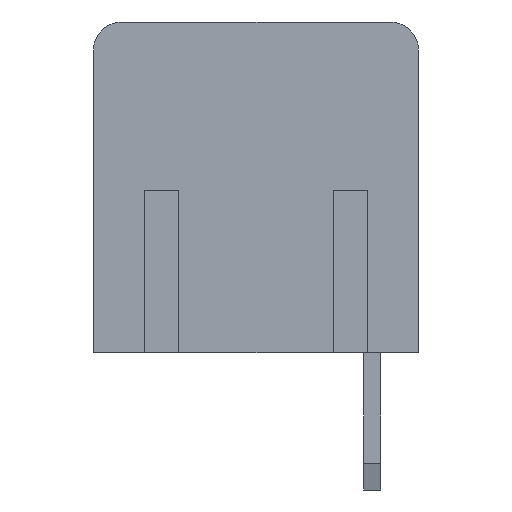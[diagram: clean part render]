
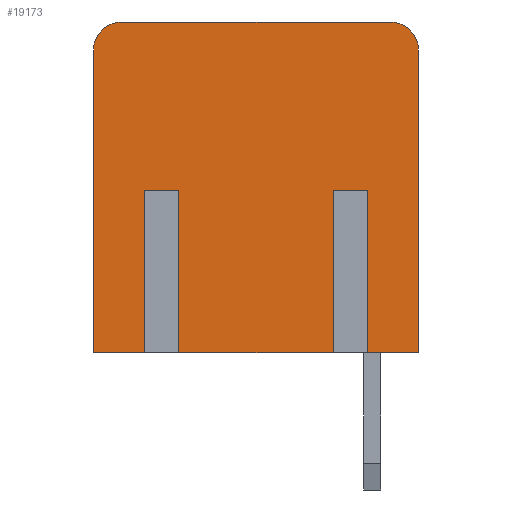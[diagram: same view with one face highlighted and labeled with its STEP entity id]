
A CAD part, left-side view. The second image highlights one B-rep face of the part: STEP entity #19173.
In plain terms, the highlighted planar face has unit normal (-1, 0, 0).
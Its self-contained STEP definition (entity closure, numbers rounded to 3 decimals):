
#971=PLANE('',#20167);
#1855=LINE('',#25623,#3303);
#1863=LINE('',#25639,#3311);
#1871=LINE('',#25655,#3319);
#2100=LINE('',#26132,#3548);
#2101=LINE('',#26134,#3549);
#2106=LINE('',#26145,#3554);
#2122=LINE('',#26178,#3570);
#2123=LINE('',#26180,#3571);
#2124=LINE('',#26182,#3572);
#2125=LINE('',#26185,#3573);
#2126=LINE('',#26187,#3574);
#2127=LINE('',#26189,#3575);
#3303=VECTOR('',#21815,1000.);
#3311=VECTOR('',#21823,1000.);
#3319=VECTOR('',#21831,1000.);
#3548=VECTOR('',#22142,1000.);
#3549=VECTOR('',#22145,1000.);
#3554=VECTOR('',#22152,1000.);
#3570=VECTOR('',#22184,1000.);
#3571=VECTOR('',#22185,1000.);
#3572=VECTOR('',#22186,1000.);
#3573=VECTOR('',#22191,1000.);
#3574=VECTOR('',#22192,1000.);
#3575=VECTOR('',#22193,1000.);
#5468=ORIENTED_EDGE('',*,*,#9680,.F.);
#5469=ORIENTED_EDGE('',*,*,#9681,.T.);
#5470=ORIENTED_EDGE('',*,*,#9682,.T.);
#5471=ORIENTED_EDGE('',*,*,#9413,.F.);
#5472=ORIENTED_EDGE('',*,*,#9658,.F.);
#5473=ORIENTED_EDGE('',*,*,#9683,.T.);
#5474=ORIENTED_EDGE('',*,*,#9664,.T.);
#5475=ORIENTED_EDGE('',*,*,#9684,.T.);
#5476=ORIENTED_EDGE('',*,*,#9659,.T.);
#5477=ORIENTED_EDGE('',*,*,#9429,.F.);
#5478=ORIENTED_EDGE('',*,*,#9685,.F.);
#5479=ORIENTED_EDGE('',*,*,#9686,.T.);
#5480=ORIENTED_EDGE('',*,*,#9687,.T.);
#5481=ORIENTED_EDGE('',*,*,#9421,.F.);
#9413=EDGE_CURVE('',#11598,#11599,#1855,.T.);
#9421=EDGE_CURVE('',#11606,#11607,#1863,.T.);
#9429=EDGE_CURVE('',#11614,#11615,#1871,.T.);
#9658=EDGE_CURVE('',#11821,#11598,#2100,.T.);
#9659=EDGE_CURVE('',#11822,#11615,#2101,.T.);
#9664=EDGE_CURVE('',#11827,#11826,#2106,.T.);
#9680=EDGE_CURVE('',#11836,#11606,#2122,.T.);
#9681=EDGE_CURVE('',#11836,#11837,#2123,.T.);
#9682=EDGE_CURVE('',#11837,#11599,#2124,.T.);
#9683=EDGE_CURVE('',#11821,#11827,#12812,.T.);
#9684=EDGE_CURVE('',#11826,#11822,#12813,.T.);
#9685=EDGE_CURVE('',#11838,#11614,#2125,.T.);
#9686=EDGE_CURVE('',#11838,#11839,#2126,.T.);
#9687=EDGE_CURVE('',#11839,#11607,#2127,.T.);
#11598=VERTEX_POINT('',#25622);
#11599=VERTEX_POINT('',#25624);
#11606=VERTEX_POINT('',#25638);
#11607=VERTEX_POINT('',#25640);
#11614=VERTEX_POINT('',#25654);
#11615=VERTEX_POINT('',#25656);
#11821=VERTEX_POINT('',#26131);
#11822=VERTEX_POINT('',#26135);
#11826=VERTEX_POINT('',#26144);
#11827=VERTEX_POINT('',#26146);
#11836=VERTEX_POINT('',#26179);
#11837=VERTEX_POINT('',#26181);
#11838=VERTEX_POINT('',#26186);
#11839=VERTEX_POINT('',#26188);
#12812=CIRCLE('',#20168,1.041);
#12813=CIRCLE('',#20169,1.041);
#13224=EDGE_LOOP('',(#5468,#5469,#5470,#5471,#5472,#5473,#5474,#5475,#5476,
#5477,#5478,#5479,#5480,#5481));
#14200=FACE_BOUND('',#13224,.T.);
#19173=ADVANCED_FACE('',(#14200),#971,.T.);
#20167=AXIS2_PLACEMENT_3D('',#26177,#22182,#22183);
#20168=AXIS2_PLACEMENT_3D('',#26183,#22187,#22188);
#20169=AXIS2_PLACEMENT_3D('',#26184,#22189,#22190);
#21815=DIRECTION('',(0.,1.,0.));
#21823=DIRECTION('',(0.,1.,0.));
#21831=DIRECTION('',(0.,1.,0.));
#22142=DIRECTION('',(0.,0.,-1.));
#22145=DIRECTION('',(0.,0.,-1.));
#22152=DIRECTION('',(0.,1.,0.));
#22182=DIRECTION('',(-1.,0.,0.));
#22183=DIRECTION('',(0.,0.,1.));
#22184=DIRECTION('',(0.,0.,-1.));
#22185=DIRECTION('',(0.,-1.,0.));
#22186=DIRECTION('',(0.,0.,-1.));
#22187=DIRECTION('',(-1.,0.,0.));
#22188=DIRECTION('',(0.,0.,1.));
#22189=DIRECTION('',(-1.,0.,0.));
#22190=DIRECTION('',(0.,0.,1.));
#22191=DIRECTION('',(0.,0.,-1.));
#22192=DIRECTION('',(0.,-1.,0.));
#22193=DIRECTION('',(0.,0.,-1.));
#25622=CARTESIAN_POINT('',(-41.694,-1.714,0.));
#25623=CARTESIAN_POINT('',(-41.694,-1.714,0.));
#25624=CARTESIAN_POINT('',(-41.694,0.597,0.));
#25638=CARTESIAN_POINT('',(-41.694,0.991,0.));
#25639=CARTESIAN_POINT('',(-41.694,-1.714,0.));
#25640=CARTESIAN_POINT('',(-41.694,7.595,0.));
#25654=CARTESIAN_POINT('',(-41.694,7.988,0.));
#25655=CARTESIAN_POINT('',(-41.694,-1.714,0.));
#25656=CARTESIAN_POINT('',(-41.694,10.3,0.));
#26131=CARTESIAN_POINT('',(-41.694,-1.714,11.176));
#26132=CARTESIAN_POINT('',(-41.694,-1.714,12.217));
#26134=CARTESIAN_POINT('',(-41.694,10.3,12.217));
#26135=CARTESIAN_POINT('',(-41.694,10.3,11.176));
#26144=CARTESIAN_POINT('',(-41.694,9.258,12.217));
#26145=CARTESIAN_POINT('',(-41.694,-1.714,12.217));
#26146=CARTESIAN_POINT('',(-41.694,-0.673,12.217));
#26177=CARTESIAN_POINT('',(-41.694,-1.714,12.217));
#26178=CARTESIAN_POINT('',(-41.694,0.991,5.994));
#26179=CARTESIAN_POINT('',(-41.694,0.991,5.994));
#26180=CARTESIAN_POINT('',(-41.694,0.991,5.994));
#26181=CARTESIAN_POINT('',(-41.694,0.597,5.994));
#26182=CARTESIAN_POINT('',(-41.694,0.597,5.994));
#26183=CARTESIAN_POINT('',(-41.694,-0.673,11.176));
#26184=CARTESIAN_POINT('',(-41.694,9.258,11.176));
#26185=CARTESIAN_POINT('',(-41.694,7.988,5.994));
#26186=CARTESIAN_POINT('',(-41.694,7.988,5.994));
#26187=CARTESIAN_POINT('',(-41.694,7.988,5.994));
#26188=CARTESIAN_POINT('',(-41.694,7.595,5.994));
#26189=CARTESIAN_POINT('',(-41.694,7.595,5.994));
